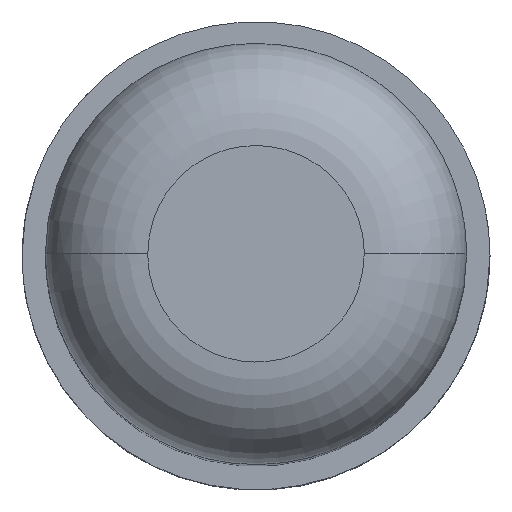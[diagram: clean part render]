
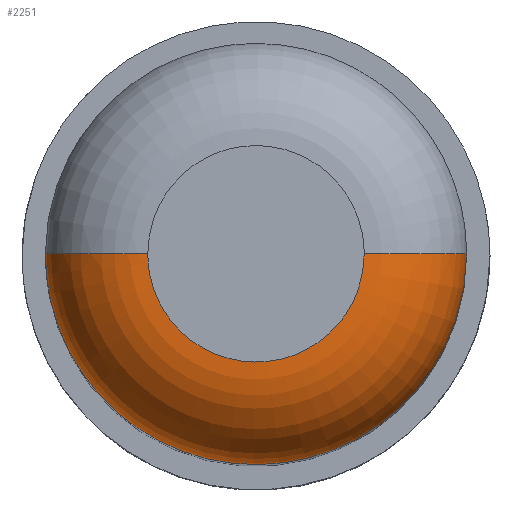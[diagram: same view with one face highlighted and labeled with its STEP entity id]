
A CAD part, top view. The second image highlights one B-rep face of the part: STEP entity #2251.
In plain terms, the highlighted toroidal (fillet/blend) face has major radius 7.4 mm and minor radius 7 mm.
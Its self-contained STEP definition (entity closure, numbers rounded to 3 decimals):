
#25 = CARTESIAN_POINT ( 'NONE',  ( 14.4, 0., 91.416 ) ) ;
#134 = CARTESIAN_POINT ( 'NONE',  ( -0.969, -7.4, 97.5 ) ) ;
#179 = CARTESIAN_POINT ( 'NONE',  ( 7.4, 0., 97.5 ) ) ;
#195 = CARTESIAN_POINT ( 'NONE',  ( 4.548, -5.918, 97.5 ) ) ;
#225 = AXIS2_PLACEMENT_3D ( 'NONE', #363, #1442, #546 ) ;
#272 = ORIENTED_EDGE ( 'NONE', *, *, #1476, .F. ) ;
#277 = CARTESIAN_POINT ( 'NONE',  ( 12.583, -7.252, 90.5 ) ) ;
#290 = CARTESIAN_POINT ( 'NONE',  ( 3.769, -14.025, 90.5 ) ) ;
#363 = CARTESIAN_POINT ( 'NONE',  ( 0., 0., 90.5 ) ) ;
#368 = CARTESIAN_POINT ( 'NONE',  ( -14.4, 0., 90.5 ) ) ;
#415 = CARTESIAN_POINT ( 'NONE',  ( 1.937, -7.207, 97.5 ) ) ;
#425 = CARTESIAN_POINT ( 'NONE',  ( -7.4, 0., 97.5 ) ) ;
#450 = CARTESIAN_POINT ( 'NONE',  ( -14.4, 0., 90.5 ) ) ;
#454 = CARTESIAN_POINT ( 'NONE',  ( 9.232, 0., 97.318 ) ) ;
#546 = DIRECTION ( 'NONE',  ( 1., 0., 0. ) ) ;
#579 = CARTESIAN_POINT ( 'NONE',  ( -14.4, -1.885, 90.5 ) ) ;
#584 = CARTESIAN_POINT ( 'NONE',  ( 5.918, -4.548, 97.5 ) ) ;
#626 = CARTESIAN_POINT ( 'NONE',  ( -9.232, 0., 97.318 ) ) ;
#637 = ORIENTED_EDGE ( 'NONE', *, *, #1301, .T. ) ;
#680 = CARTESIAN_POINT ( 'NONE',  ( 12.998, 0., 94.802 ) ) ;
#735 = B_SPLINE_CURVE_WITH_KNOTS ( 'NONE', 3,
 ( #2104, #2740, #954, #277, #1180, #2753, #2306, #290, #2363, #2610, #791, #1755, #2407, #2857, #1276, #838, #579, #368 ),
 .UNSPECIFIED., .F., .F.,
 ( 4, 2, 2, 2, 2, 2, 2, 2, 4 ),
 ( 0., 0.125, 0.25, 0.375, 0.5, 0.625, 0.75, 0.875, 1. ),
 .UNSPECIFIED. ) ;
#753 = VERTEX_POINT ( 'NONE', #425 ) ;
#791 = CARTESIAN_POINT ( 'NONE',  ( -3.769, -14.025, 90.5 ) ) ;
#810 = B_SPLINE_CURVE_WITH_KNOTS ( 'NONE', 3,
 ( #2899, #2697, #454, #1809, #2712, #680, #1588, #2486, #25, #920 ),
 .UNSPECIFIED., .F., .F.,
 ( 4, 2, 2, 2, 4 ),
 ( 0., 0.25, 0.5, 0.75, 1. ),
 .UNSPECIFIED. ) ;
#837 = ORIENTED_EDGE ( 'NONE', *, *, #1598, .F. ) ;
#838 = CARTESIAN_POINT ( 'NONE',  ( -14.025, -3.769, 90.5 ) ) ;
#841 = CARTESIAN_POINT ( 'NONE',  ( -14.4, 0., 90.5 ) ) ;
#853 = CARTESIAN_POINT ( 'NONE',  ( -7.207, -1.937, 97.5 ) ) ;
#878 = TOROIDAL_SURFACE ( 'NONE', #225, 7.4, 7. ) ;
#920 = CARTESIAN_POINT ( 'NONE',  ( 14.4, 0., 90.5 ) ) ;
#954 = CARTESIAN_POINT ( 'NONE',  ( 14.025, -3.769, 90.5 ) ) ;
#1039 = CARTESIAN_POINT ( 'NONE',  ( -1.937, -7.207, 97.5 ) ) ;
#1067 = CARTESIAN_POINT ( 'NONE',  ( -4.548, -5.918, 97.5 ) ) ;
#1084 = CARTESIAN_POINT ( 'NONE',  ( 3.727, -6.466, 97.5 ) ) ;
#1099 = CARTESIAN_POINT ( 'NONE',  ( -10.925, 0., 96.617 ) ) ;
#1118 = VERTEX_POINT ( 'NONE', #2065 ) ;
#1136 = B_SPLINE_CURVE_WITH_KNOTS ( 'NONE', 3,
 ( #179, #2847, #1264, #2155, #584, #195, #1084, #415, #1278, #134, #1039, #2180, #1067, #2644, #1959, #853, #1757, #2862 ),
 .UNSPECIFIED., .F., .F.,
 ( 4, 2, 2, 2, 2, 2, 2, 2, 4 ),
 ( 0., 0.125, 0.25, 0.375, 0.5, 0.625, 0.75, 0.875, 1. ),
 .UNSPECIFIED. ) ;
#1147 = FACE_OUTER_BOUND ( 'NONE', #2050, .T. ) ;
#1180 = CARTESIAN_POINT ( 'NONE',  ( 11.515, -8.849, 90.5 ) ) ;
#1264 = CARTESIAN_POINT ( 'NONE',  ( 7.207, -1.937, 97.5 ) ) ;
#1276 = CARTESIAN_POINT ( 'NONE',  ( -12.583, -7.252, 90.5 ) ) ;
#1278 = CARTESIAN_POINT ( 'NONE',  ( 0.969, -7.4, 97.5 ) ) ;
#1301 = EDGE_CURVE ( 'NONE', #1444, #753, #1136, .T. ) ;
#1317 = EDGE_CURVE ( 'NONE', #2389, #753, #2083, .T. ) ;
#1442 = DIRECTION ( 'NONE',  ( 0., 0., 1. ) ) ;
#1444 = VERTEX_POINT ( 'NONE', #2799 ) ;
#1476 = EDGE_CURVE ( 'NONE', #1118, #2389, #735, .T. ) ;
#1522 = CARTESIAN_POINT ( 'NONE',  ( -14.4, 0., 91.416 ) ) ;
#1539 = CARTESIAN_POINT ( 'NONE',  ( -8.316, 0., 97.5 ) ) ;
#1588 = CARTESIAN_POINT ( 'NONE',  ( 13.517, 0., 94.025 ) ) ;
#1598 = EDGE_CURVE ( 'NONE', #1444, #1118, #810, .T. ) ;
#1755 = CARTESIAN_POINT ( 'NONE',  ( -7.252, -12.583, 90.5 ) ) ;
#1757 = CARTESIAN_POINT ( 'NONE',  ( -7.4, -0.969, 97.5 ) ) ;
#1809 = CARTESIAN_POINT ( 'NONE',  ( 10.925, 0., 96.617 ) ) ;
#1959 = CARTESIAN_POINT ( 'NONE',  ( -6.466, -3.727, 97.5 ) ) ;
#1973 = CARTESIAN_POINT ( 'NONE',  ( -14.218, 0., 92.332 ) ) ;
#2050 = EDGE_LOOP ( 'NONE', ( #837, #637, #2119, #272 ) ) ;
#2065 = CARTESIAN_POINT ( 'NONE',  ( 14.4, 0., 90.5 ) ) ;
#2083 = B_SPLINE_CURVE_WITH_KNOTS ( 'NONE', 3,
 ( #841, #1522, #1973, #2818, #2877, #2660, #1099, #626, #1539, #2425 ),
 .UNSPECIFIED., .F., .F.,
 ( 4, 2, 2, 2, 4 ),
 ( 0., 0.25, 0.5, 0.75, 1. ),
 .UNSPECIFIED. ) ;
#2104 = CARTESIAN_POINT ( 'NONE',  ( 14.4, 0., 90.5 ) ) ;
#2119 = ORIENTED_EDGE ( 'NONE', *, *, #1317, .F. ) ;
#2155 = CARTESIAN_POINT ( 'NONE',  ( 6.466, -3.727, 97.5 ) ) ;
#2180 = CARTESIAN_POINT ( 'NONE',  ( -3.727, -6.466, 97.5 ) ) ;
#2251 = ADVANCED_FACE ( 'NONE', ( #1147 ), #878, .T. ) ;
#2306 = CARTESIAN_POINT ( 'NONE',  ( 7.252, -12.583, 90.5 ) ) ;
#2363 = CARTESIAN_POINT ( 'NONE',  ( 1.885, -14.4, 90.5 ) ) ;
#2389 = VERTEX_POINT ( 'NONE', #450 ) ;
#2407 = CARTESIAN_POINT ( 'NONE',  ( -8.849, -11.515, 90.5 ) ) ;
#2425 = CARTESIAN_POINT ( 'NONE',  ( -7.4, 0., 97.5 ) ) ;
#2486 = CARTESIAN_POINT ( 'NONE',  ( 14.218, 0., 92.332 ) ) ;
#2610 = CARTESIAN_POINT ( 'NONE',  ( -1.885, -14.4, 90.5 ) ) ;
#2644 = CARTESIAN_POINT ( 'NONE',  ( -5.918, -4.548, 97.5 ) ) ;
#2660 = CARTESIAN_POINT ( 'NONE',  ( -11.702, 0., 96.098 ) ) ;
#2697 = CARTESIAN_POINT ( 'NONE',  ( 8.316, 0., 97.5 ) ) ;
#2712 = CARTESIAN_POINT ( 'NONE',  ( 11.702, 0., 96.098 ) ) ;
#2740 = CARTESIAN_POINT ( 'NONE',  ( 14.4, -1.885, 90.5 ) ) ;
#2753 = CARTESIAN_POINT ( 'NONE',  ( 8.849, -11.515, 90.5 ) ) ;
#2799 = CARTESIAN_POINT ( 'NONE',  ( 7.4, 0., 97.5 ) ) ;
#2818 = CARTESIAN_POINT ( 'NONE',  ( -13.517, 0., 94.025 ) ) ;
#2847 = CARTESIAN_POINT ( 'NONE',  ( 7.4, -0.969, 97.5 ) ) ;
#2857 = CARTESIAN_POINT ( 'NONE',  ( -11.515, -8.849, 90.5 ) ) ;
#2862 = CARTESIAN_POINT ( 'NONE',  ( -7.4, 0., 97.5 ) ) ;
#2877 = CARTESIAN_POINT ( 'NONE',  ( -12.998, 0., 94.802 ) ) ;
#2899 = CARTESIAN_POINT ( 'NONE',  ( 7.4, 0., 97.5 ) ) ;
